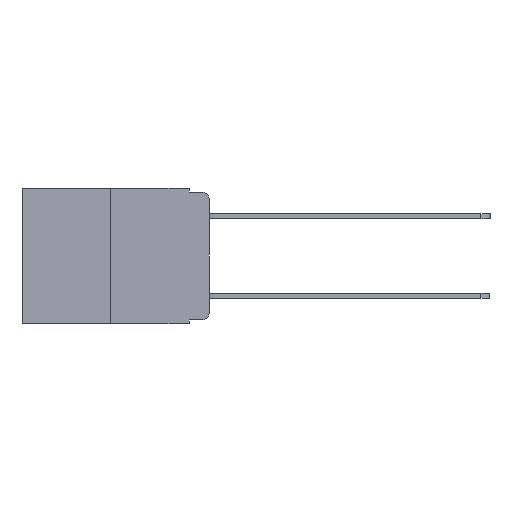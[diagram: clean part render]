
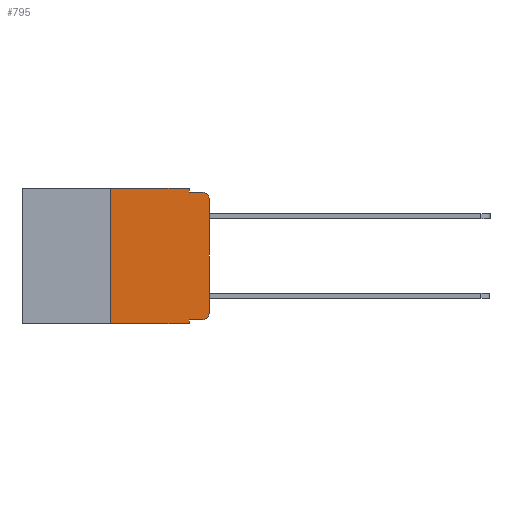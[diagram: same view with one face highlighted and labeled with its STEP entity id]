
A CAD part, left-side view. The second image highlights one B-rep face of the part: STEP entity #795.
In plain terms, the highlighted planar face has unit normal (-1, 0, 0).
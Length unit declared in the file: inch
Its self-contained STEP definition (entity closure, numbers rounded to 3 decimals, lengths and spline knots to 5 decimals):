
#75 = EDGE_CURVE ( 'NONE', #5734, #1244, #8882, .T. ) ;
#768 = CARTESIAN_POINT ( 'NONE',  ( 0., 0.02, -0.333 ) ) ;
#795 = ADVANCED_FACE ( 'NONE', ( #11729 ), #7464, .F. ) ;
#1102 = DIRECTION ( 'NONE',  ( 0., 0., -1. ) ) ;
#1155 = VERTEX_POINT ( 'NONE', #15949 ) ;
#1199 = CIRCLE ( 'NONE', #6895, 0.02 ) ;
#1244 = VERTEX_POINT ( 'NONE', #16822 ) ;
#1675 = DIRECTION ( 'NONE',  ( 0., 0., -1. ) ) ;
#1698 = LINE ( 'NONE', #7878, #11156 ) ;
#1727 = EDGE_CURVE ( 'NONE', #1155, #6476, #12877, .T. ) ;
#1845 = VERTEX_POINT ( 'NONE', #768 ) ;
#2235 = DIRECTION ( 'NONE',  ( 0., 0., -1. ) ) ;
#2733 = VECTOR ( 'NONE', #10762, 39.37008 ) ;
#3323 = EDGE_CURVE ( 'NONE', #5734, #1845, #13664, .T. ) ;
#3622 = CARTESIAN_POINT ( 'NONE',  ( 0., 0.473, 0. ) ) ;
#3642 = CARTESIAN_POINT ( 'NONE',  ( 0., 0.051, 0. ) ) ;
#4208 = ORIENTED_EDGE ( 'NONE', *, *, #15892, .F. ) ;
#4630 = LINE ( 'NONE', #17860, #10217 ) ;
#4938 = DIRECTION ( 'NONE',  ( -1., 0., 0. ) ) ;
#5222 = DIRECTION ( 'NONE',  ( 0., -1., 0. ) ) ;
#5695 = CIRCLE ( 'NONE', #12552, 0.02 ) ;
#5734 = VERTEX_POINT ( 'NONE', #13625 ) ;
#6476 = VERTEX_POINT ( 'NONE', #10196 ) ;
#6895 = AXIS2_PLACEMENT_3D ( 'NONE', #16068, #4938, #17873 ) ;
#6949 = DIRECTION ( 'NONE',  ( 0., 0., 1. ) ) ;
#7464 = PLANE ( 'NONE',  #14740 ) ;
#7878 = CARTESIAN_POINT ( 'NONE',  ( 0., 0.473, 0. ) ) ;
#8363 = CARTESIAN_POINT ( 'NONE',  ( 0., 0.25, 0. ) ) ;
#8581 = ORIENTED_EDGE ( 'NONE', *, *, #3323, .T. ) ;
#8615 = VERTEX_POINT ( 'NONE', #16736 ) ;
#8882 = LINE ( 'NONE', #3642, #22194 ) ;
#8883 = EDGE_CURVE ( 'NONE', #12626, #9152, #11027, .T. ) ;
#8916 = CARTESIAN_POINT ( 'NONE',  ( 0., 0.051, 0. ) ) ;
#9152 = VERTEX_POINT ( 'NONE', #15208 ) ;
#9742 = DIRECTION ( 'NONE',  ( 0., -1., 0. ) ) ;
#10015 = EDGE_CURVE ( 'NONE', #1845, #12626, #5695, .T. ) ;
#10196 = CARTESIAN_POINT ( 'NONE',  ( 0., 0.02, -0.01 ) ) ;
#10212 = VERTEX_POINT ( 'NONE', #13105 ) ;
#10217 = VECTOR ( 'NONE', #19674, 39.37008 ) ;
#10386 = ORIENTED_EDGE ( 'NONE', *, *, #18252, .F. ) ;
#10762 = DIRECTION ( 'NONE',  ( 0., 0., -1. ) ) ;
#11027 = LINE ( 'NONE', #19788, #12204 ) ;
#11156 = VECTOR ( 'NONE', #9742, 39.37008 ) ;
#11729 = FACE_OUTER_BOUND ( 'NONE', #19398, .T. ) ;
#12082 = DIRECTION ( 'NONE',  ( 0., 0., 1. ) ) ;
#12204 = VECTOR ( 'NONE', #6949, 39.37008 ) ;
#12452 = DIRECTION ( 'NONE',  ( -1., 0., 0. ) ) ;
#12552 = AXIS2_PLACEMENT_3D ( 'NONE', #23158, #12452, #1102 ) ;
#12626 = VERTEX_POINT ( 'NONE', #20612 ) ;
#12685 = CARTESIAN_POINT ( 'NONE',  ( 0., 0.051, -0.01 ) ) ;
#12784 = LINE ( 'NONE', #8916, #2733 ) ;
#12877 = LINE ( 'NONE', #12685, #18264 ) ;
#13105 = CARTESIAN_POINT ( 'NONE',  ( 0., 0.25, -0.343 ) ) ;
#13388 = ORIENTED_EDGE ( 'NONE', *, *, #10015, .T. ) ;
#13432 = VECTOR ( 'NONE', #12082, 39.37008 ) ;
#13625 = CARTESIAN_POINT ( 'NONE',  ( 0., 0.051, -0.333 ) ) ;
#13664 = LINE ( 'NONE', #21677, #17888 ) ;
#14164 = EDGE_CURVE ( 'NONE', #9152, #6476, #1199, .T. ) ;
#14471 = ORIENTED_EDGE ( 'NONE', *, *, #14164, .T. ) ;
#14740 = AXIS2_PLACEMENT_3D ( 'NONE', #3622, #14846, #1675 ) ;
#14846 = DIRECTION ( 'NONE',  ( 1., 0., 0. ) ) ;
#15208 = CARTESIAN_POINT ( 'NONE',  ( 0., 0., -0.03 ) ) ;
#15892 = EDGE_CURVE ( 'NONE', #20314, #8615, #1698, .T. ) ;
#15909 = ORIENTED_EDGE ( 'NONE', *, *, #22664, .F. ) ;
#15949 = CARTESIAN_POINT ( 'NONE',  ( 0., 0.051, -0.01 ) ) ;
#16068 = CARTESIAN_POINT ( 'NONE',  ( 0., 0.02, -0.03 ) ) ;
#16276 = ORIENTED_EDGE ( 'NONE', *, *, #75, .F. ) ;
#16736 = CARTESIAN_POINT ( 'NONE',  ( 0., 0.051, 0. ) ) ;
#16744 = ORIENTED_EDGE ( 'NONE', *, *, #8883, .T. ) ;
#16822 = CARTESIAN_POINT ( 'NONE',  ( 0., 0.051, -0.343 ) ) ;
#17092 = DIRECTION ( 'NONE',  ( 0., -1., 0. ) ) ;
#17860 = CARTESIAN_POINT ( 'NONE',  ( 0., 0.473, -0.343 ) ) ;
#17873 = DIRECTION ( 'NONE',  ( 0., 0., -1. ) ) ;
#17888 = VECTOR ( 'NONE', #17092, 39.37008 ) ;
#18252 = EDGE_CURVE ( 'NONE', #10212, #20314, #18816, .T. ) ;
#18264 = VECTOR ( 'NONE', #5222, 39.37008 ) ;
#18816 = LINE ( 'NONE', #8363, #13432 ) ;
#19291 = ORIENTED_EDGE ( 'NONE', *, *, #1727, .F. ) ;
#19398 = EDGE_LOOP ( 'NONE', ( #16744, #14471, #19291, #15909, #4208, #10386, #19617, #16276, #8581, #13388 ) ) ;
#19617 = ORIENTED_EDGE ( 'NONE', *, *, #21360, .T. ) ;
#19674 = DIRECTION ( 'NONE',  ( 0., -1., 0. ) ) ;
#19788 = CARTESIAN_POINT ( 'NONE',  ( 0., 0., 0. ) ) ;
#19803 = CARTESIAN_POINT ( 'NONE',  ( 0., 0.25, 0. ) ) ;
#20314 = VERTEX_POINT ( 'NONE', #19803 ) ;
#20612 = CARTESIAN_POINT ( 'NONE',  ( 0., 0., -0.313 ) ) ;
#21360 = EDGE_CURVE ( 'NONE', #10212, #1244, #4630, .T. ) ;
#21677 = CARTESIAN_POINT ( 'NONE',  ( 0., 0.051, -0.333 ) ) ;
#22194 = VECTOR ( 'NONE', #2235, 39.37008 ) ;
#22664 = EDGE_CURVE ( 'NONE', #8615, #1155, #12784, .T. ) ;
#23158 = CARTESIAN_POINT ( 'NONE',  ( 0., 0.02, -0.313 ) ) ;
